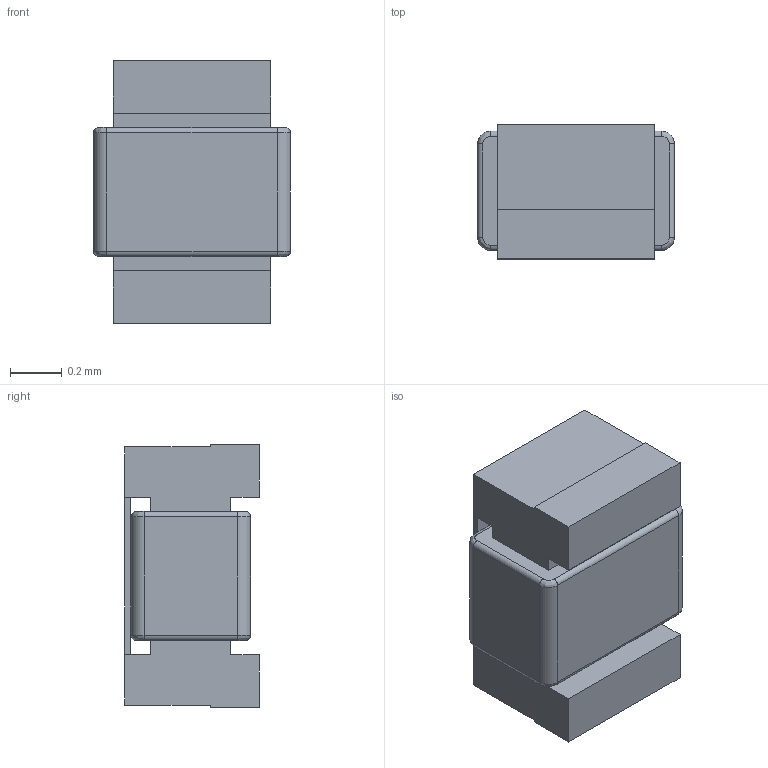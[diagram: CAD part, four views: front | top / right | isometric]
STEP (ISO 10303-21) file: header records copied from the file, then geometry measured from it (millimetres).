
FILE_DESCRIPTION (( 'STEP AP214' ), '1' );
FILE_NAME ('Coilcraft-0402ME.STEP', '2018-12-22T07:28:29', ( '' ), ( '' ), 'SwSTEP 2.0', 'SolidWorks 2018', '' );
FILE_SCHEMA (( 'AUTOMOTIVE_DESIGN' ));
Length unit declared in the file: millimetre
Products named in the file (1): Coilcraft-0402ME
Bounding box: 0.76 x 0.52 x 1.02 mm (x, y, z)
Volume: 0.3 mm3; surface area: 4.3 mm2
Topology: 2 solids, 2 shells, 54 faces, 128 edges, 80 vertices
Faces by surface type: plane 34, cylinder 12, bspline 8
Entity records: 2253 total; most frequent: CARTESIAN_POINT 407, ORIENTED_EDGE 256, DIRECTION 238, EDGE_CURVE 128, VECTOR 96, LINE 96, VERTEX_POINT 80, AXIS2_PLACEMENT_3D 71
